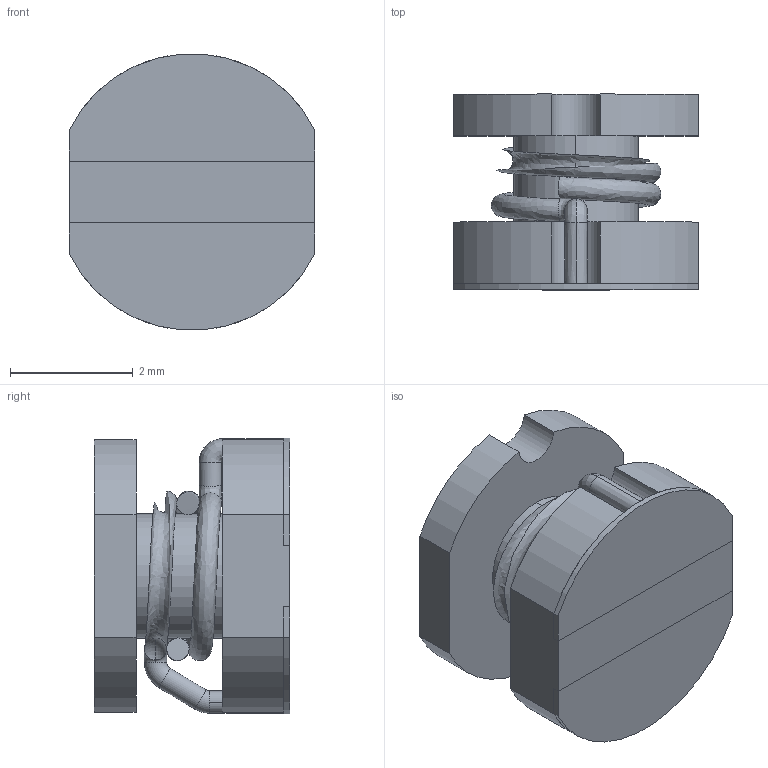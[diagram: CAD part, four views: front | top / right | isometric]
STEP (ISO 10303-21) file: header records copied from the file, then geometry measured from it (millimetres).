
FILE_DESCRIPTION (( 'STEP AP214' ), '1' );
FILE_NAME ('744773133.STEP', '2022-09-06T07:00:08', ( '' ), ( '' ), 'SwSTEP 2.0', 'SolidWorks 2018', '' );
FILE_SCHEMA (( 'AUTOMOTIVE_DESIGN' ));
Length unit declared in the file: millimetre
Products named in the file (1): 744773133
Bounding box: 4 x 3.18 x 4.48 mm (x, y, z)
Volume: 32.6 mm3; surface area: 136.3 mm2
Topology: 4 solids, 4 shells, 135 faces, 344 edges, 224 vertices
Faces by surface type: plane 80, bspline 27, cylinder 22, torus 6
Entity records: 7954 total; most frequent: CARTESIAN_POINT 3484, ORIENTED_EDGE 684, DIRECTION 465, EDGE_CURVE 342, VERTEX_POINT 224, AXIS2_PLACEMENT_3D 169, B_SPLINE_CURVE_WITH_KNOTS 150, EDGE_LOOP 148
